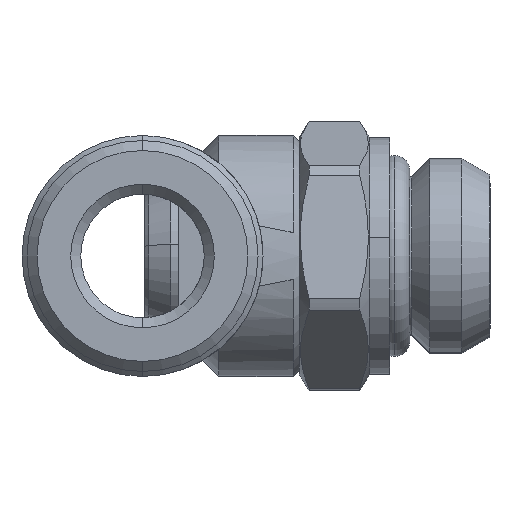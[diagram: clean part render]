
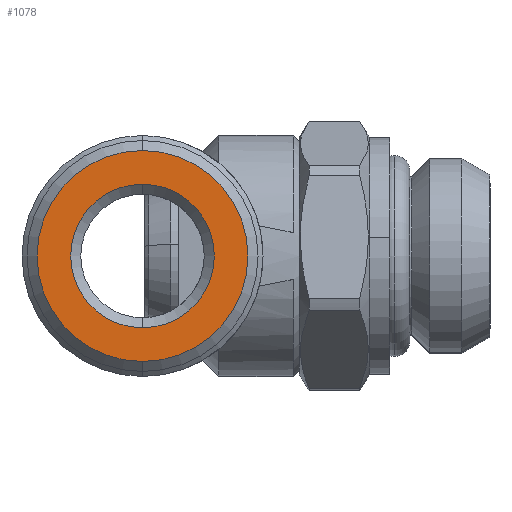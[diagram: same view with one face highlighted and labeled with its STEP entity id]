
A CAD part, left-side view. The second image highlights one B-rep face of the part: STEP entity #1078.
In plain terms, the highlighted planar face has unit normal (-1, 0, 0).
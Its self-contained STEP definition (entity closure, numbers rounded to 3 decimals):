
#1052 = EDGE_LOOP ( 'NONE', ( #1111, #1110 ) ) ;
#1078 = ADVANCED_FACE ( 'NONE', ( #3194, #3193 ), #3195, .F. ) ;
#1079 = EDGE_CURVE ( 'NONE', #2829, #2863, #3115, .T. ) ;
#1110 = ORIENTED_EDGE ( 'NONE', *, *, #1079, .T. ) ;
#1111 = ORIENTED_EDGE ( 'NONE', *, *, #2874, .T. ) ;
#1114 = EDGE_LOOP ( 'NONE', ( #1150, #1153 ) ) ;
#1131 = EDGE_CURVE ( 'NONE', #2949, #2948, #3255, .T. ) ;
#1150 = ORIENTED_EDGE ( 'NONE', *, *, #2947, .F. ) ;
#1153 = ORIENTED_EDGE ( 'NONE', *, *, #1131, .F. ) ;
#2829 = VERTEX_POINT ( 'NONE', #3523 ) ;
#2863 = VERTEX_POINT ( 'NONE', #3563 ) ;
#2874 = EDGE_CURVE ( 'NONE', #2863, #2829, #3545, .T. ) ;
#2947 = EDGE_CURVE ( 'NONE', #2948, #2949, #3643, .T. ) ;
#2948 = VERTEX_POINT ( 'NONE', #3633 ) ;
#2949 = VERTEX_POINT ( 'NONE', #3632 ) ;
#3114 = AXIS2_PLACEMENT_3D ( 'NONE', #3121, #3141, #3140 ) ;
#3115 = CIRCLE ( 'NONE', #3114, 3.575 ) ;
#3121 = CARTESIAN_POINT ( 'NONE',  ( -20.3, 0., 0. ) ) ;
#3140 = DIRECTION ( 'NONE',  ( 0., 0., 1. ) ) ;
#3141 = DIRECTION ( 'NONE',  ( 1., 0., 0. ) ) ;
#3183 = DIRECTION ( 'NONE',  ( 0., 0., 1. ) ) ;
#3184 = DIRECTION ( 'NONE',  ( 1., 0., 0. ) ) ;
#3193 = FACE_BOUND ( 'NONE', #1052, .T. ) ;
#3194 = FACE_OUTER_BOUND ( 'NONE', #1114, .T. ) ;
#3195 = PLANE ( 'NONE',  #3197 ) ;
#3196 = CARTESIAN_POINT ( 'NONE',  ( -20.3, 5.25, 0. ) ) ;
#3197 = AXIS2_PLACEMENT_3D ( 'NONE', #3196, #3184, #3183 ) ;
#3251 = DIRECTION ( 'NONE',  ( 0., 0., 1. ) ) ;
#3252 = DIRECTION ( 'NONE',  ( 1., 0., 0. ) ) ;
#3253 = CARTESIAN_POINT ( 'NONE',  ( -20.3, 0., 0. ) ) ;
#3254 = AXIS2_PLACEMENT_3D ( 'NONE', #3253, #3252, #3251 ) ;
#3255 = CIRCLE ( 'NONE', #3254, 5.25 ) ;
#3523 = CARTESIAN_POINT ( 'NONE',  ( -20.3, 0., 3.575 ) ) ;
#3541 = DIRECTION ( 'NONE',  ( 0., 0., 1. ) ) ;
#3542 = DIRECTION ( 'NONE',  ( 1., 0., 0. ) ) ;
#3543 = CARTESIAN_POINT ( 'NONE',  ( -20.3, 0., 0. ) ) ;
#3544 = AXIS2_PLACEMENT_3D ( 'NONE', #3543, #3542, #3541 ) ;
#3545 = CIRCLE ( 'NONE', #3544, 3.575 ) ;
#3563 = CARTESIAN_POINT ( 'NONE',  ( -20.3, 0., -3.575 ) ) ;
#3632 = CARTESIAN_POINT ( 'NONE',  ( -20.3, 0., -5.25 ) ) ;
#3633 = CARTESIAN_POINT ( 'NONE',  ( -20.3, 0., 5.25 ) ) ;
#3634 = DIRECTION ( 'NONE',  ( 0., 0., 1. ) ) ;
#3635 = DIRECTION ( 'NONE',  ( 1., 0., 0. ) ) ;
#3636 = CARTESIAN_POINT ( 'NONE',  ( -20.3, 0., 0. ) ) ;
#3637 = AXIS2_PLACEMENT_3D ( 'NONE', #3636, #3635, #3634 ) ;
#3643 = CIRCLE ( 'NONE', #3637, 5.25 ) ;
